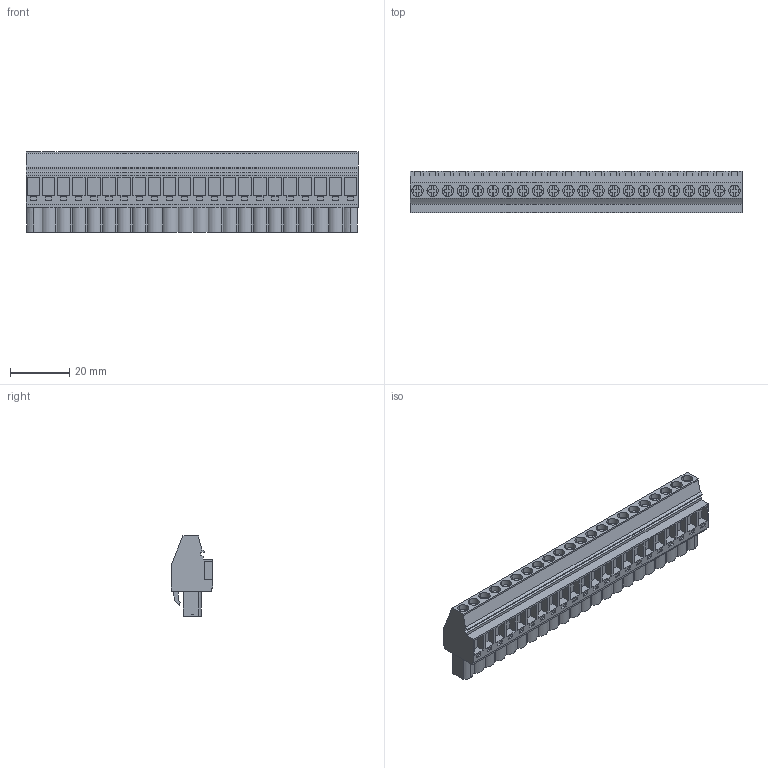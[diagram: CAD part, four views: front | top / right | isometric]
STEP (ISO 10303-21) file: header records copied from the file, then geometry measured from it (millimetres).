
FILE_DESCRIPTION(('CATIA V5 STEP','CAx-IF Rec.Pracs.--- Model Styling and Organization---1.2---2011-12-15'),'2;1');
FILE_NAME ('D1460140_0_1948990000_1948990000.stp','2017-09-09T07:54:12+00:00',('none'),('Weidmueller'),'CATIA Version 5-6 Release 2014','CATIA V5 STEP AP214','none');
FILE_SCHEMA(('AUTOMOTIVE_DESIGN { 1 0 10303 214 1 1 1 1 }'));
Length unit declared in the file: millimetre
Products named in the file (1): 1948990000
Bounding box: 111.76 x 14.1 x 27.1 mm (x, y, z)
Volume: 25338.8 mm3; surface area: 14586.9 mm2
Topology: 23 solids, 23 shells, 1406 faces, 3952 edges, 2681 vertices
Faces by surface type: plane 1206, cylinder 196, extrusion 4
Entity records: 42401 total; most frequent: CARTESIAN_POINT 8163, ORIENTED_EDGE 7904, DIRECTION 5622, EDGE_CURVE 3952, VECTOR 3468, LINE 3464, VERTEX_POINT 2681, EDGE_LOOP 1497
